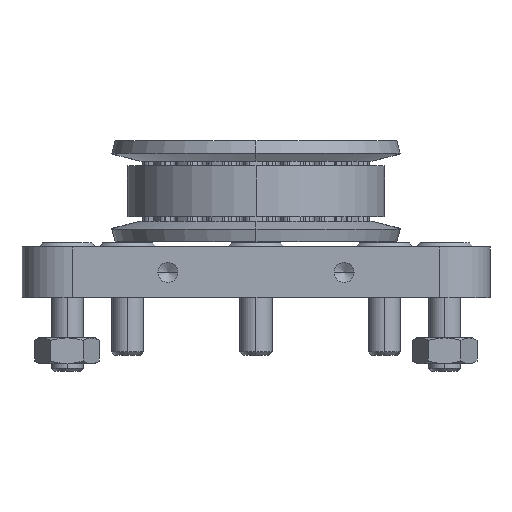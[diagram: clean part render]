
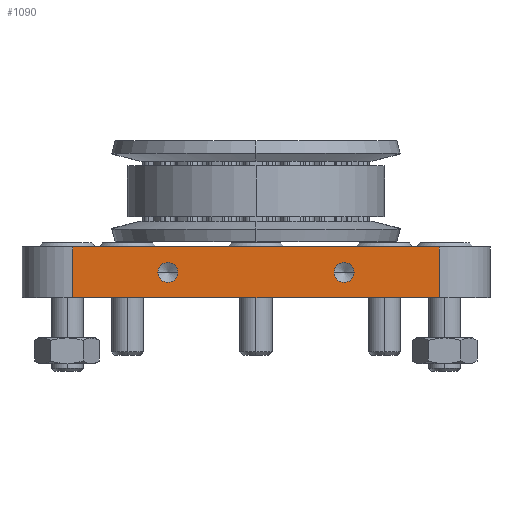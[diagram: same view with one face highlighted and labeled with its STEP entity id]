
A CAD part, left-side view. The second image highlights one B-rep face of the part: STEP entity #1090.
In plain terms, the highlighted planar face has unit normal (-1, 0, 0).
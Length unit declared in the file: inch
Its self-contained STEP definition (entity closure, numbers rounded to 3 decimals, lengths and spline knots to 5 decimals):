
#368 = LINE ( 'NONE', #25792, #12267 ) ;
#726 = DIRECTION ( 'NONE',  ( 0., -1., 0. ) ) ;
#817 = VERTEX_POINT ( 'NONE', #29978 ) ;
#1090 = ADVANCED_FACE ( 'NONE', ( #11111, #18606, #2059 ), #11557, .F. ) ;
#1343 = EDGE_CURVE ( 'NONE', #18694, #11595, #23807, .T. ) ;
#1648 = VERTEX_POINT ( 'NONE', #5533 ) ;
#1653 = CIRCLE ( 'NONE', #5572, 0.04921 ) ;
#2059 = FACE_BOUND ( 'NONE', #14039, .T. ) ;
#2915 = CARTESIAN_POINT ( 'NONE',  ( -2.55906, -0.43307, 0.125 ) ) ;
#3374 = EDGE_CURVE ( 'NONE', #1648, #29786, #29965, .T. ) ;
#3923 = DIRECTION ( 'NONE',  ( 0., 0., 1. ) ) ;
#4130 = VERTEX_POINT ( 'NONE', #14601 ) ;
#4225 = DIRECTION ( 'NONE',  ( 0., -1., 0. ) ) ;
#4505 = DIRECTION ( 'NONE',  ( -1., 0., 0. ) ) ;
#4657 = DIRECTION ( 'NONE',  ( 0., 1., 0. ) ) ;
#4963 = ORIENTED_EDGE ( 'NONE', *, *, #6769, .F. ) ;
#5268 = CARTESIAN_POINT ( 'NONE',  ( -2.55906, 0., 0. ) ) ;
#5345 = ORIENTED_EDGE ( 'NONE', *, *, #1343, .T. ) ;
#5406 = VERTEX_POINT ( 'NONE', #17659 ) ;
#5421 = VECTOR ( 'NONE', #14909, 39.37008 ) ;
#5444 = AXIS2_PLACEMENT_3D ( 'NONE', #22899, #21209, #4657 ) ;
#5533 = CARTESIAN_POINT ( 'NONE',  ( -2.55906, 0.48228, 0.125 ) ) ;
#5572 = AXIS2_PLACEMENT_3D ( 'NONE', #11629, #13771, #9331 ) ;
#5739 = CIRCLE ( 'NONE', #15026, 0.04921 ) ;
#5918 = LINE ( 'NONE', #15256, #7725 ) ;
#5957 = VECTOR ( 'NONE', #3923, 39.37008 ) ;
#6074 = EDGE_CURVE ( 'NONE', #8719, #5406, #5739, .T. ) ;
#6769 = EDGE_CURVE ( 'NONE', #817, #4130, #5918, .T. ) ;
#7725 = VECTOR ( 'NONE', #4225, 39.37008 ) ;
#8184 = ORIENTED_EDGE ( 'NONE', *, *, #12144, .F. ) ;
#8719 = VERTEX_POINT ( 'NONE', #16981 ) ;
#9331 = DIRECTION ( 'NONE',  ( 0., -1., 0. ) ) ;
#9488 = EDGE_CURVE ( 'NONE', #5406, #8719, #17640, .T. ) ;
#9515 = EDGE_CURVE ( 'NONE', #4130, #11595, #368, .T. ) ;
#9735 = CARTESIAN_POINT ( 'NONE',  ( -2.55906, 0.38386, 0.125 ) ) ;
#11111 = FACE_OUTER_BOUND ( 'NONE', #22264, .T. ) ;
#11557 = PLANE ( 'NONE',  #5444 ) ;
#11595 = VERTEX_POINT ( 'NONE', #22357 ) ;
#11629 = CARTESIAN_POINT ( 'NONE',  ( -2.55906, 0.43307, 0.125 ) ) ;
#12144 = EDGE_CURVE ( 'NONE', #18694, #817, #27216, .T. ) ;
#12267 = VECTOR ( 'NONE', #21048, 39.37008 ) ;
#13771 = DIRECTION ( 'NONE',  ( -1., 0., 0. ) ) ;
#13780 = ORIENTED_EDGE ( 'NONE', *, *, #3374, .F. ) ;
#13999 = CARTESIAN_POINT ( 'NONE',  ( -2.55906, -0.43307, 0.125 ) ) ;
#14039 = EDGE_LOOP ( 'NONE', ( #25267, #13780 ) ) ;
#14403 = DIRECTION ( 'NONE',  ( -1., 0., 0. ) ) ;
#14601 = CARTESIAN_POINT ( 'NONE',  ( -2.55906, -0.9, 0.25 ) ) ;
#14909 = DIRECTION ( 'NONE',  ( 0., -1., 0. ) ) ;
#15026 = AXIS2_PLACEMENT_3D ( 'NONE', #2915, #14403, #21301 ) ;
#15256 = CARTESIAN_POINT ( 'NONE',  ( -2.55906, 1.15, 0.25 ) ) ;
#16579 = EDGE_LOOP ( 'NONE', ( #28068, #29249 ) ) ;
#16981 = CARTESIAN_POINT ( 'NONE',  ( -2.55906, -0.48228, 0.125 ) ) ;
#17640 = CIRCLE ( 'NONE', #21075, 0.04921 ) ;
#17659 = CARTESIAN_POINT ( 'NONE',  ( -2.55906, -0.38386, 0.125 ) ) ;
#18175 = CARTESIAN_POINT ( 'NONE',  ( -2.55906, 0.9, 0.25 ) ) ;
#18606 = FACE_BOUND ( 'NONE', #16579, .T. ) ;
#18694 = VERTEX_POINT ( 'NONE', #19869 ) ;
#19869 = CARTESIAN_POINT ( 'NONE',  ( -2.55906, 0.9, 0. ) ) ;
#21048 = DIRECTION ( 'NONE',  ( 0., 0., -1. ) ) ;
#21075 = AXIS2_PLACEMENT_3D ( 'NONE', #13999, #4505, #27945 ) ;
#21163 = AXIS2_PLACEMENT_3D ( 'NONE', #24017, #21722, #726 ) ;
#21209 = DIRECTION ( 'NONE',  ( 1., 0., 0. ) ) ;
#21301 = DIRECTION ( 'NONE',  ( 0., -1., 0. ) ) ;
#21591 = ORIENTED_EDGE ( 'NONE', *, *, #9515, .F. ) ;
#21722 = DIRECTION ( 'NONE',  ( -1., 0., 0. ) ) ;
#22264 = EDGE_LOOP ( 'NONE', ( #8184, #5345, #21591, #4963 ) ) ;
#22357 = CARTESIAN_POINT ( 'NONE',  ( -2.55906, -0.9, 0. ) ) ;
#22899 = CARTESIAN_POINT ( 'NONE',  ( -2.55906, 1.15, 0.25 ) ) ;
#23807 = LINE ( 'NONE', #5268, #5421 ) ;
#24017 = CARTESIAN_POINT ( 'NONE',  ( -2.55906, 0.43307, 0.125 ) ) ;
#25267 = ORIENTED_EDGE ( 'NONE', *, *, #27450, .F. ) ;
#25792 = CARTESIAN_POINT ( 'NONE',  ( -2.55906, -0.9, 0.25 ) ) ;
#27216 = LINE ( 'NONE', #18175, #5957 ) ;
#27450 = EDGE_CURVE ( 'NONE', #29786, #1648, #1653, .T. ) ;
#27945 = DIRECTION ( 'NONE',  ( 0., -1., 0. ) ) ;
#28068 = ORIENTED_EDGE ( 'NONE', *, *, #6074, .F. ) ;
#29249 = ORIENTED_EDGE ( 'NONE', *, *, #9488, .F. ) ;
#29786 = VERTEX_POINT ( 'NONE', #9735 ) ;
#29965 = CIRCLE ( 'NONE', #21163, 0.04921 ) ;
#29978 = CARTESIAN_POINT ( 'NONE',  ( -2.55906, 0.9, 0.25 ) ) ;
